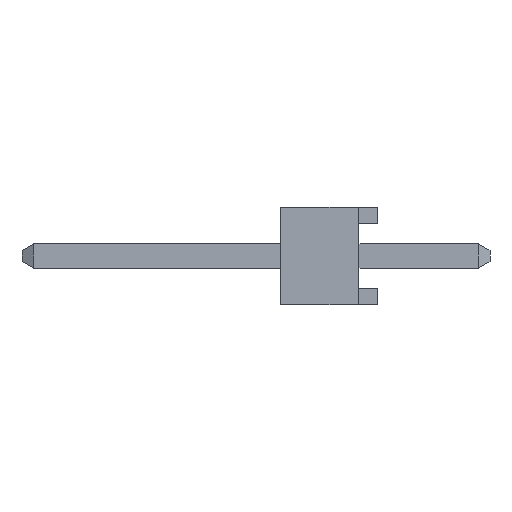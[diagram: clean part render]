
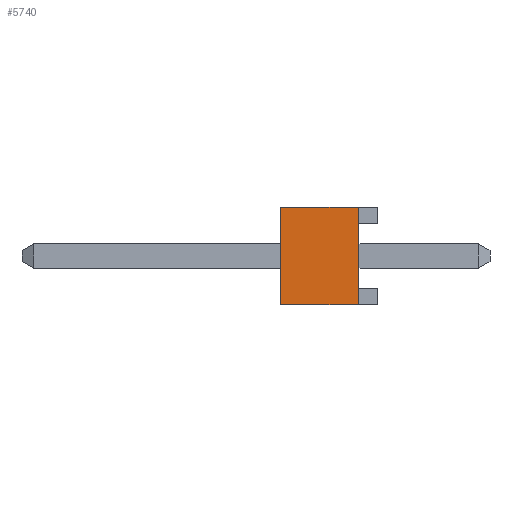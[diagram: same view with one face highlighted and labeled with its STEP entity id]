
A CAD part, left-side view. The second image highlights one B-rep face of the part: STEP entity #5740.
In plain terms, the highlighted planar face has unit normal (-1, 0, 0).
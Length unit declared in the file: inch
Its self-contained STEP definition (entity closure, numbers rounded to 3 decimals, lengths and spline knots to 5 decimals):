
#142 = VECTOR ( 'NONE', #6513, 39.37008 ) ;
#150 = VECTOR ( 'NONE', #3300, 39.37008 ) ;
#212 = FACE_OUTER_BOUND ( 'NONE', #9561, .T. ) ;
#414 = CARTESIAN_POINT ( 'NONE',  ( -0.4, 0.1, -0.05 ) ) ;
#592 = AXIS2_PLACEMENT_3D ( 'NONE', #8381, #3366, #9246 ) ;
#1370 = VERTEX_POINT ( 'NONE', #2413 ) ;
#1568 = VERTEX_POINT ( 'NONE', #8632 ) ;
#1929 = VECTOR ( 'NONE', #7950, 39.37008 ) ;
#2098 = ORIENTED_EDGE ( 'NONE', *, *, #8077, .F. ) ;
#2413 = CARTESIAN_POINT ( 'NONE',  ( -0.4, 0.02, -0.05 ) ) ;
#2460 = CARTESIAN_POINT ( 'NONE',  ( -0.4, 0.02, 0.05 ) ) ;
#2584 = VERTEX_POINT ( 'NONE', #4513 ) ;
#2893 = EDGE_CURVE ( 'NONE', #2584, #1568, #8799, .T. ) ;
#3268 = ORIENTED_EDGE ( 'NONE', *, *, #4384, .F. ) ;
#3300 = DIRECTION ( 'NONE',  ( 0., 0., -1. ) ) ;
#3366 = DIRECTION ( 'NONE',  ( 1., 0., 0. ) ) ;
#4173 = PLANE ( 'NONE',  #592 ) ;
#4216 = VERTEX_POINT ( 'NONE', #6118 ) ;
#4382 = EDGE_CURVE ( 'NONE', #1568, #1370, #6112, .T. ) ;
#4384 = EDGE_CURVE ( 'NONE', #2584, #4216, #10316, .T. ) ;
#4513 = CARTESIAN_POINT ( 'NONE',  ( -0.4, 0.1, 0.05 ) ) ;
#5740 = ADVANCED_FACE ( 'NONE', ( #212 ), #4173, .F. ) ;
#5870 = VECTOR ( 'NONE', #9652, 39.37008 ) ;
#5933 = ORIENTED_EDGE ( 'NONE', *, *, #4382, .T. ) ;
#6112 = LINE ( 'NONE', #414, #1929 ) ;
#6118 = CARTESIAN_POINT ( 'NONE',  ( -0.4, 0.02, 0.05 ) ) ;
#6513 = DIRECTION ( 'NONE',  ( 0., 0., -1. ) ) ;
#7950 = DIRECTION ( 'NONE',  ( 0., -1., 0. ) ) ;
#8077 = EDGE_CURVE ( 'NONE', #4216, #1370, #9070, .T. ) ;
#8381 = CARTESIAN_POINT ( 'NONE',  ( -0.4, 0.1, 0.05 ) ) ;
#8632 = CARTESIAN_POINT ( 'NONE',  ( -0.4, 0.1, -0.05 ) ) ;
#8799 = LINE ( 'NONE', #9819, #142 ) ;
#8810 = CARTESIAN_POINT ( 'NONE',  ( -0.4, 0.1, 0.05 ) ) ;
#8847 = ORIENTED_EDGE ( 'NONE', *, *, #2893, .T. ) ;
#9070 = LINE ( 'NONE', #2460, #150 ) ;
#9246 = DIRECTION ( 'NONE',  ( 0., 1., 0. ) ) ;
#9561 = EDGE_LOOP ( 'NONE', ( #5933, #2098, #3268, #8847 ) ) ;
#9652 = DIRECTION ( 'NONE',  ( 0., -1., 0. ) ) ;
#9819 = CARTESIAN_POINT ( 'NONE',  ( -0.4, 0.1, 0.05 ) ) ;
#10316 = LINE ( 'NONE', #8810, #5870 ) ;
